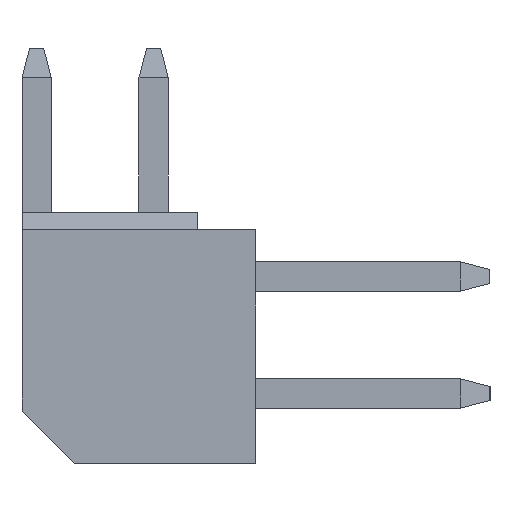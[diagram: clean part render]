
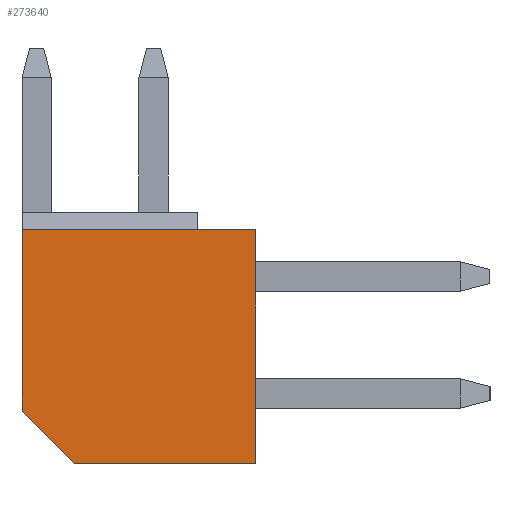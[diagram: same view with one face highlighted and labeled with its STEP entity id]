
A CAD part, left-side view. The second image highlights one B-rep face of the part: STEP entity #273640.
In plain terms, the highlighted planar face has unit normal (-1, 0, 0).
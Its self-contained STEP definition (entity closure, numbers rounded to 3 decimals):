
#266890=CARTESIAN_POINT('',(-26.,0.,0.3));
#266900=VERTEX_POINT('',#266890);
#266930=CARTESIAN_POINT('',(-26.,0.,0.3));
#266940=DIRECTION('',(0.,1.,0.));
#266950=VECTOR('',#266940,1.);
#266960=LINE('',#266930,#266950);
#266970=CARTESIAN_POINT('',(-26.,-4.,0.3));
#266980=VERTEX_POINT('',#266970);
#266990=EDGE_CURVE('',#266980,#266900,#266960,.T.);
#273260=CARTESIAN_POINT('',(-26.,0.08,0.22));
#273270=DIRECTION('',(1.,0.,0.));
#273280=DIRECTION('',(0.,1.,0.));
#273290=AXIS2_PLACEMENT_3D('',#273260,#273270,#273280);
#273300=PLANE('',#273290);
#273310=CARTESIAN_POINT('',(-26.,0.,0.));
#273320=DIRECTION('',(0.,0.,1.));
#273330=VECTOR('',#273320,1.);
#273340=LINE('',#273310,#273330);
#273350=CARTESIAN_POINT('',(-26.,0.,4.3));
#273360=VERTEX_POINT('',#273350);
#273370=EDGE_CURVE('',#266900,#273360,#273340,.T.);
#273380=ORIENTED_EDGE('',*,*,#273370,.F.);
#273390=CARTESIAN_POINT('',(-26.,0.,4.3));
#273400=DIRECTION('',(0.,-1.,0.));
#273410=VECTOR('',#273400,1.);
#273420=LINE('',#273390,#273410);
#273430=CARTESIAN_POINT('',(-26.,-3.1,4.3));
#273440=VERTEX_POINT('',#273430);
#273450=EDGE_CURVE('',#273360,#273440,#273420,.T.);
#273460=ORIENTED_EDGE('',*,*,#273450,.F.);
#273470=CARTESIAN_POINT('',(-26.,-7.4,-0.));
#273480=DIRECTION('',(0.,0.707,0.707));
#273490=VECTOR('',#273480,1.);
#273500=LINE('',#273470,#273490);
#273510=CARTESIAN_POINT('',(-26.,-4.,3.4));
#273520=VERTEX_POINT('',#273510);
#273530=EDGE_CURVE('',#273520,#273440,#273500,.T.);
#273540=ORIENTED_EDGE('',*,*,#273530,.T.);
#273550=CARTESIAN_POINT('',(-26.,-4.,-0.));
#273560=DIRECTION('',(0.,0.,1.));
#273570=VECTOR('',#273560,1.);
#273580=LINE('',#273550,#273570);
#273590=EDGE_CURVE('',#266980,#273520,#273580,.T.);
#273600=ORIENTED_EDGE('',*,*,#273590,.T.);
#273610=ORIENTED_EDGE('',*,*,#266990,.F.);
#273620=EDGE_LOOP('',(#273610,#273600,#273540,#273460,#273380));
#273630=FACE_OUTER_BOUND('',#273620,.T.);
#273640=ADVANCED_FACE('',(#273630),#273300,.F.);
